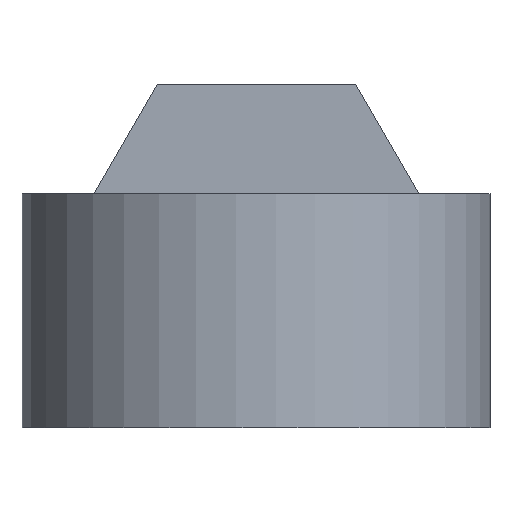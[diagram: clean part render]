
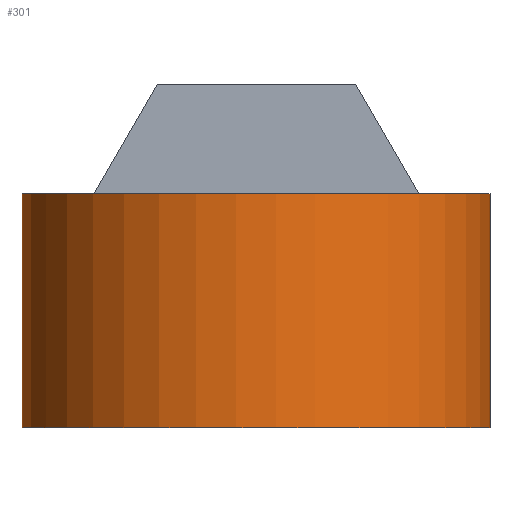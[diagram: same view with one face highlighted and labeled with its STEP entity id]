
A CAD part, front view. The second image highlights one B-rep face of the part: STEP entity #301.
In plain terms, the highlighted cylindrical face has radius 7.5 mm (diameter 15 mm), a partial arc.
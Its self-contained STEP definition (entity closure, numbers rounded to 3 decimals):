
#37=FACE_OUTER_BOUND('',#57,.T.);
#57=EDGE_LOOP('',(#223,#224,#225,#226));
#79=LINE('',#469,#109);
#80=LINE('',#472,#110);
#109=VECTOR('',#382,10.);
#110=VECTOR('',#385,10.);
#141=CIRCLE('',#339,7.5);
#142=CIRCLE('',#340,7.5);
#151=VERTEX_POINT('',#465);
#152=VERTEX_POINT('',#466);
#153=VERTEX_POINT('',#468);
#154=VERTEX_POINT('',#470);
#179=EDGE_CURVE('',#151,#152,#141,.T.);
#180=EDGE_CURVE('',#151,#153,#79,.T.);
#181=EDGE_CURVE('',#154,#153,#142,.T.);
#182=EDGE_CURVE('',#152,#154,#80,.T.);
#223=ORIENTED_EDGE('',*,*,#179,.F.);
#224=ORIENTED_EDGE('',*,*,#180,.T.);
#225=ORIENTED_EDGE('',*,*,#181,.F.);
#226=ORIENTED_EDGE('',*,*,#182,.F.);
#295=CYLINDRICAL_SURFACE('',#338,7.5);
#301=ADVANCED_FACE('',(#37),#295,.T.);
#338=AXIS2_PLACEMENT_3D('',#464,#378,#379);
#339=AXIS2_PLACEMENT_3D('',#467,#380,#381);
#340=AXIS2_PLACEMENT_3D('',#471,#383,#384);
#378=DIRECTION('center_axis',(0.,0.,1.));
#379=DIRECTION('ref_axis',(-0.001,-1.,0.));
#380=DIRECTION('center_axis',(0.,0.,-1.));
#381=DIRECTION('ref_axis',(1.,0.,0.));
#382=DIRECTION('',(0.,0.,1.));
#383=DIRECTION('center_axis',(0.,0.,1.));
#384=DIRECTION('ref_axis',(1.,0.,0.));
#385=DIRECTION('',(0.,0.,1.));
#464=CARTESIAN_POINT('Origin',(0.,0.,-7.5));
#465=CARTESIAN_POINT('',(7.317,1.645,-7.5));
#466=CARTESIAN_POINT('',(-7.315,1.657,-7.5));
#467=CARTESIAN_POINT('Origin',(0.,0.,-7.5));
#468=CARTESIAN_POINT('',(7.317,1.645,0.));
#469=CARTESIAN_POINT('',(7.317,1.645,-7.5));
#470=CARTESIAN_POINT('',(-7.315,1.657,0.));
#471=CARTESIAN_POINT('Origin',(0.,0.,0.));
#472=CARTESIAN_POINT('',(-7.315,1.657,-7.5));
